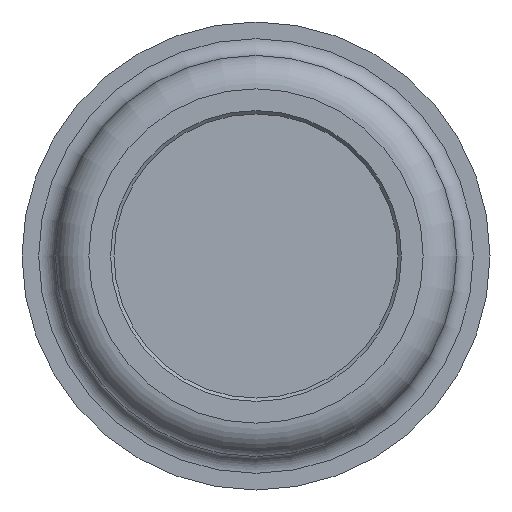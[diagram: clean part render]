
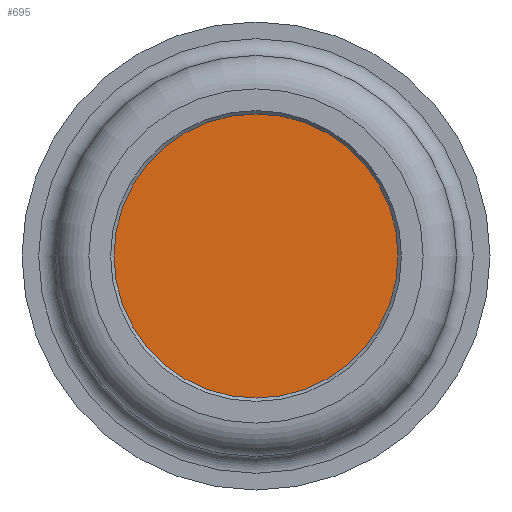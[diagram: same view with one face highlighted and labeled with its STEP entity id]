
A CAD part, left-side view. The second image highlights one B-rep face of the part: STEP entity #695.
In plain terms, the highlighted planar face has unit normal (-1, 0, 0).
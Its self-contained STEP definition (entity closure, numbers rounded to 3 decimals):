
#121=CARTESIAN_POINT('',(28.,0.,4.25));
#122=VERTEX_POINT('',#121);
#123=CARTESIAN_POINT('',(28.,0.,0.0));
#124=DIRECTION('',(-1.0,0.0,0.0));
#125=DIRECTION('',(0.0,0.0,1.0));
#126=AXIS2_PLACEMENT_3D('',#123,#124,#125);
#127=CIRCLE('',#126,4.25);
#128=EDGE_CURVE('',#122,#122,#127,.T.);
#687=CARTESIAN_POINT('',(28.,0.,0.0));
#688=DIRECTION('',(-1.0,0.0,0.0));
#689=DIRECTION('',(0.0,0.0,1.0));
#690=AXIS2_PLACEMENT_3D('',#687,#688,#689);
#691=PLANE('',#690);
#692=ORIENTED_EDGE('',*,*,#128,.T.);
#693=EDGE_LOOP('',(#692));
#694=FACE_OUTER_BOUND('',#693,.T.);
#695=ADVANCED_FACE('',(#694),#691,.T.);
